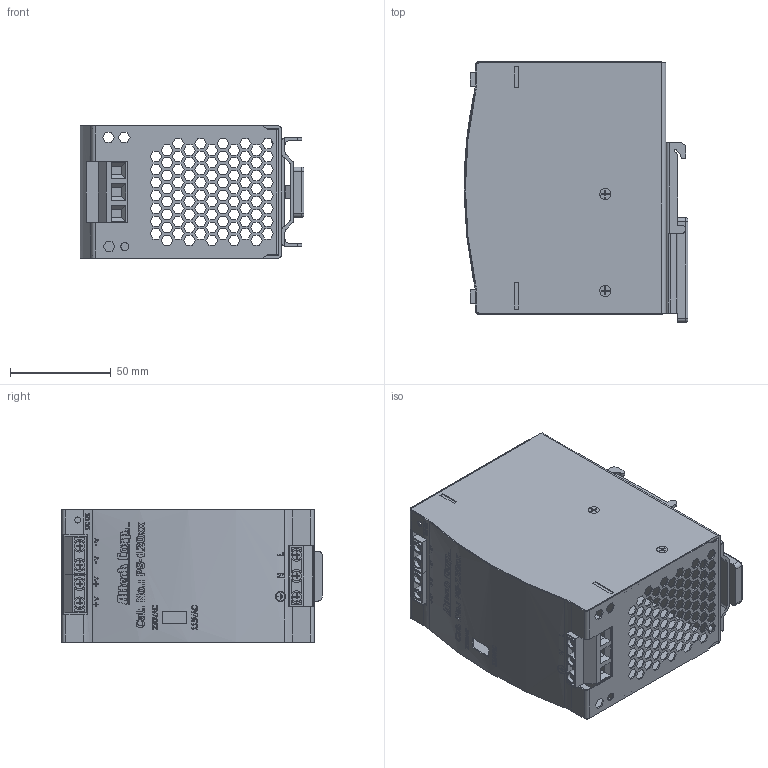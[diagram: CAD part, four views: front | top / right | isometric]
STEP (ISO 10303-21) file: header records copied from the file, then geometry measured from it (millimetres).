
FILE_DESCRIPTION((''),'2;1');
FILE_NAME('PS120.stp','2007-07-23T10:39:52',('Philipp'),(''),'Autodesk Inventor 2008','Autodesk Inventor 2008','');
FILE_SCHEMA(('AUTOMOTIVE_DESIGN { 1 0 10303 214 1 1 1 1 }'));
Length unit declared in the file: millimetre
Products named in the file (10): PS-120xx; Sheetmetall_inside; Sheetmetall_outside; PCB; PC_board; Terminalblock2; Terminalblock3; Screw; Screw_terminalblock; railmount
Assembly tree (26 placements, depth 3):
  PS-120xx
    Sheetmetall_inside
    Sheetmetall_outside
    PCB
      PC_board
      Terminalblock2  x2
      Terminalblock3
    Screw  x11
    Screw_terminalblock  x7
    railmount
Bounding box: 110.99 x 129.1 x 65.5 mm (x, y, z)
Volume: 98609.8 mm3; surface area: 136897.3 mm2
Topology: 25 solids, 25 shells, 2944 faces, 8090 edges, 5316 vertices
Faces by surface type: plane 2219, cylinder 421, bspline 272, cone 29, torus 3
Full cylindrical faces by diameter (mm): 2 x7, 2.4 x2, 3.25 x11, 4 x5, 4.6 x1, 4.8 x10, 4.9 x1
Entity records: 81452 total; most frequent: CARTESIAN_POINT 20672, ORIENTED_EDGE 13258, DIRECTION 10912, EDGE_CURVE 6629, VECTOR 5182, LINE 5182, VERTEX_POINT 4430, EDGE_LOOP 2893
